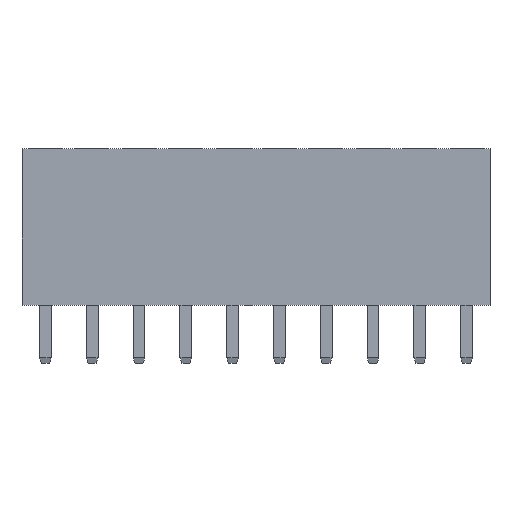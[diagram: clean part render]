
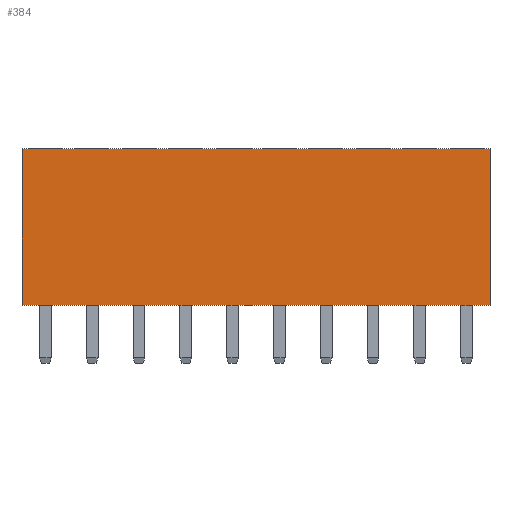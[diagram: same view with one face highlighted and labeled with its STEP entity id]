
A CAD part, top view. The second image highlights one B-rep face of the part: STEP entity #384.
In plain terms, the highlighted planar face has unit normal (0, 0, 1).
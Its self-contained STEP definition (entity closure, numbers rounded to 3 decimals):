
#236 = ORIENTED_EDGE ( 'NONE', *, *, #237, .T. ) ;
#237 = EDGE_CURVE ( 'NONE', #386, #238, #2345, .T. ) ;
#238 = VERTEX_POINT ( 'NONE', #2341 ) ;
#239 = ORIENTED_EDGE ( 'NONE', *, *, #240, .F. ) ;
#240 = EDGE_CURVE ( 'NONE', #241, #238, #2340, .T. ) ;
#241 = VERTEX_POINT ( 'NONE', #2336 ) ;
#242 = ORIENTED_EDGE ( 'NONE', *, *, #243, .F. ) ;
#243 = EDGE_CURVE ( 'NONE', #244, #241, #2276, .T. ) ;
#244 = VERTEX_POINT ( 'NONE', #2272 ) ;
#245 = ORIENTED_EDGE ( 'NONE', *, *, #246, .T. ) ;
#246 = EDGE_CURVE ( 'NONE', #244, #386, #2271, .T. ) ;
#384 = ADVANCED_FACE ( 'NONE', ( #2511 ), #2510, .F. ) ;
#385 = EDGE_LOOP ( 'NONE', ( #236, #239, #242, #245 ) ) ;
#386 = VERTEX_POINT ( 'NONE', #2505 ) ;
#2268 = DIRECTION ( 'NONE',  ( 0., -1., 0. ) ) ;
#2269 = VECTOR ( 'NONE', #2268, 1000. ) ;
#2270 = CARTESIAN_POINT ( 'NONE',  ( -24.13, 8.5, 1.27 ) ) ;
#2271 = LINE ( 'NONE', #2270, #2269 ) ;
#2272 = CARTESIAN_POINT ( 'NONE',  ( -24.13, 8.5, 1.27 ) ) ;
#2273 = DIRECTION ( 'NONE',  ( 1., 0., 0. ) ) ;
#2274 = VECTOR ( 'NONE', #2273, 1000. ) ;
#2275 = CARTESIAN_POINT ( 'NONE',  ( -1.27, 8.5, 1.27 ) ) ;
#2276 = LINE ( 'NONE', #2275, #2274 ) ;
#2336 = CARTESIAN_POINT ( 'NONE',  ( 1.27, 8.5, 1.27 ) ) ;
#2337 = DIRECTION ( 'NONE',  ( 0., -1., 0. ) ) ;
#2338 = VECTOR ( 'NONE', #2337, 1000. ) ;
#2339 = CARTESIAN_POINT ( 'NONE',  ( 1.27, 8.5, 1.27 ) ) ;
#2340 = LINE ( 'NONE', #2339, #2338 ) ;
#2341 = CARTESIAN_POINT ( 'NONE',  ( 1.27, 0., 1.27 ) ) ;
#2342 = DIRECTION ( 'NONE',  ( 1., 0., 0. ) ) ;
#2343 = VECTOR ( 'NONE', #2342, 1000. ) ;
#2344 = CARTESIAN_POINT ( 'NONE',  ( -1.27, 0., 1.27 ) ) ;
#2345 = LINE ( 'NONE', #2344, #2343 ) ;
#2505 = CARTESIAN_POINT ( 'NONE',  ( -24.13, 0., 1.27 ) ) ;
#2506 = DIRECTION ( 'NONE',  ( -1., 0., 0. ) ) ;
#2507 = DIRECTION ( 'NONE',  ( 0., 0., -1. ) ) ;
#2508 = CARTESIAN_POINT ( 'NONE',  ( -1.27, 8.5, 1.27 ) ) ;
#2509 = AXIS2_PLACEMENT_3D ( 'NONE', #2508, #2507, #2506 ) ;
#2510 = PLANE ( 'NONE',  #2509 ) ;
#2511 = FACE_OUTER_BOUND ( 'NONE', #385, .T. ) ;
